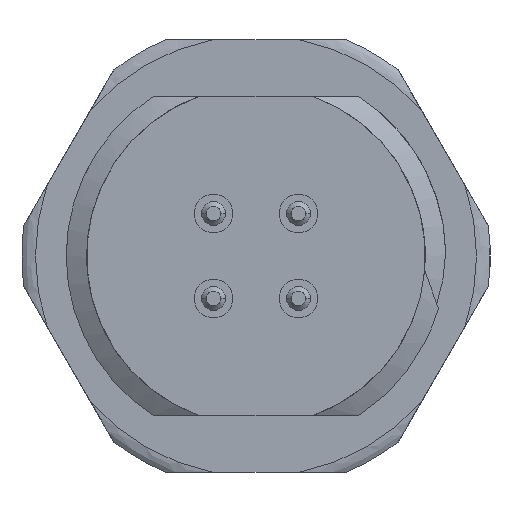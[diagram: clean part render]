
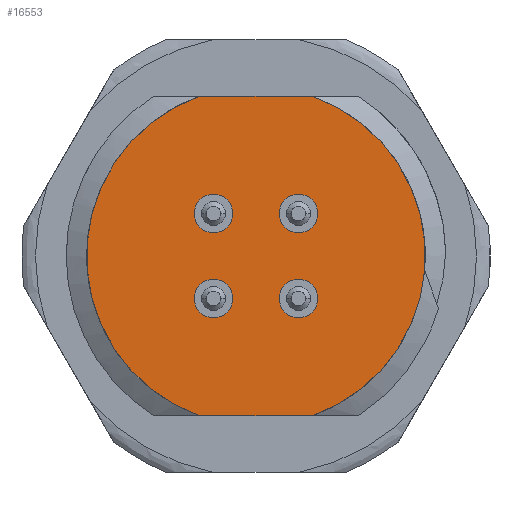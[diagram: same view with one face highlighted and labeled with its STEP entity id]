
A CAD part, front view. The second image highlights one B-rep face of the part: STEP entity #16553.
In plain terms, the highlighted planar face has unit normal (0, -1, 0).
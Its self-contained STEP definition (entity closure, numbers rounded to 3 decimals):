
#5705=CARTESIAN_POINT('',(0.,-7.,0.));
#5706=DIRECTION('',(0.,-1.,0.));
#5707=DIRECTION('',(-0.332,0.,0.943));
#5708=AXIS2_PLACEMENT_3D('',#5705,#5706,#5707);
#5748=DIRECTION('',(1.,0.,0.));
#5749=VECTOR('',#5748,4.682);
#5750=CARTESIAN_POINT('',(-2.341,-7.,6.65));
#5751=LINE('',#5750,#5749);
#5752=DIRECTION('',(-1.,0.,0.));
#5753=VECTOR('',#5752,4.682);
#5754=CARTESIAN_POINT('',(2.341,-7.,-6.65));
#5755=LINE('',#5754,#5753);
#5756=CARTESIAN_POINT('',(-1.768,-7.,1.768));
#5757=DIRECTION('',(0.,-1.,0.));
#5758=DIRECTION('',(1.,0.,0.));
#5759=AXIS2_PLACEMENT_3D('',#5756,#5757,#5758);
#5761=CARTESIAN_POINT('',(-1.768,-7.,1.768));
#5762=DIRECTION('',(0.,-1.,0.));
#5763=DIRECTION('',(-1.,0.,0.));
#5764=AXIS2_PLACEMENT_3D('',#5761,#5762,#5763);
#5766=CARTESIAN_POINT('',(1.768,-7.,1.768));
#5767=DIRECTION('',(0.,-1.,0.));
#5768=DIRECTION('',(1.,0.,0.));
#5769=AXIS2_PLACEMENT_3D('',#5766,#5767,#5768);
#5771=CARTESIAN_POINT('',(1.768,-7.,1.768));
#5772=DIRECTION('',(0.,-1.,0.));
#5773=DIRECTION('',(-1.,0.,0.));
#5774=AXIS2_PLACEMENT_3D('',#5771,#5772,#5773);
#5776=CARTESIAN_POINT('',(-1.768,-7.,-1.768));
#5777=DIRECTION('',(0.,-1.,0.));
#5778=DIRECTION('',(1.,0.,0.));
#5779=AXIS2_PLACEMENT_3D('',#5776,#5777,#5778);
#5781=CARTESIAN_POINT('',(-1.768,-7.,-1.768));
#5782=DIRECTION('',(0.,-1.,0.));
#5783=DIRECTION('',(-1.,0.,0.));
#5784=AXIS2_PLACEMENT_3D('',#5781,#5782,#5783);
#5786=CARTESIAN_POINT('',(1.768,-7.,-1.768));
#5787=DIRECTION('',(0.,-1.,0.));
#5788=DIRECTION('',(1.,0.,0.));
#5789=AXIS2_PLACEMENT_3D('',#5786,#5787,#5788);
#5791=CARTESIAN_POINT('',(1.768,-7.,-1.768));
#5792=DIRECTION('',(0.,-1.,0.));
#5793=DIRECTION('',(-1.,0.,0.));
#5794=AXIS2_PLACEMENT_3D('',#5791,#5792,#5793);
#5816=CARTESIAN_POINT('',(0.,-7.,0.));
#5817=DIRECTION('',(0.,-1.,0.));
#5818=DIRECTION('',(0.332,0.,-0.943));
#5819=AXIS2_PLACEMENT_3D('',#5816,#5817,#5818);
#7203=CARTESIAN_POINT('',(-2.341,-7.,6.65));
#7204=CARTESIAN_POINT('',(2.341,-7.,6.65));
#7205=VERTEX_POINT('',#7203);
#7206=VERTEX_POINT('',#7204);
#7207=CARTESIAN_POINT('',(2.341,-7.,-6.65));
#7208=CARTESIAN_POINT('',(-2.341,-7.,-6.65));
#7209=VERTEX_POINT('',#7207);
#7210=VERTEX_POINT('',#7208);
#7886=CARTESIAN_POINT('',(-0.968,-7.,1.768));
#7887=CARTESIAN_POINT('',(-2.568,-7.,1.768));
#7888=VERTEX_POINT('',#7886);
#7889=VERTEX_POINT('',#7887);
#7890=CARTESIAN_POINT('',(2.568,-7.,1.768));
#7891=CARTESIAN_POINT('',(0.968,-7.,1.768));
#7892=VERTEX_POINT('',#7890);
#7893=VERTEX_POINT('',#7891);
#7894=CARTESIAN_POINT('',(-0.968,-7.,-1.768));
#7895=CARTESIAN_POINT('',(-2.568,-7.,-1.768));
#7896=VERTEX_POINT('',#7894);
#7897=VERTEX_POINT('',#7895);
#7898=CARTESIAN_POINT('',(2.568,-7.,-1.768));
#7899=CARTESIAN_POINT('',(0.968,-7.,-1.768));
#7900=VERTEX_POINT('',#7898);
#7901=VERTEX_POINT('',#7899);
#16516=CARTESIAN_POINT('',(0.,-7.,0.));
#16517=DIRECTION('',(0.,-1.,0.));
#16518=DIRECTION('',(1.,0.,0.));
#16519=AXIS2_PLACEMENT_3D('',#16516,#16517,#16518);
#16520=PLANE('',#16519);
#16521=ORIENTED_EDGE('',*,*,#16244,.T.);
#16523=ORIENTED_EDGE('',*,*,#16522,.F.);
#16525=ORIENTED_EDGE('',*,*,#16524,.T.);
#16526=ORIENTED_EDGE('',*,*,#16507,.F.);
#16527=EDGE_LOOP('',(#16521,#16523,#16525,#16526));
#16528=FACE_OUTER_BOUND('',#16527,.F.);
#16530=ORIENTED_EDGE('',*,*,#16529,.T.);
#16532=ORIENTED_EDGE('',*,*,#16531,.T.);
#16533=EDGE_LOOP('',(#16530,#16532));
#16534=FACE_BOUND('',#16533,.F.);
#16536=ORIENTED_EDGE('',*,*,#16535,.T.);
#16538=ORIENTED_EDGE('',*,*,#16537,.T.);
#16539=EDGE_LOOP('',(#16536,#16538));
#16540=FACE_BOUND('',#16539,.F.);
#16542=ORIENTED_EDGE('',*,*,#16541,.T.);
#16544=ORIENTED_EDGE('',*,*,#16543,.T.);
#16545=EDGE_LOOP('',(#16542,#16544));
#16546=FACE_BOUND('',#16545,.F.);
#16548=ORIENTED_EDGE('',*,*,#16547,.T.);
#16550=ORIENTED_EDGE('',*,*,#16549,.T.);
#16551=EDGE_LOOP('',(#16548,#16550));
#16552=FACE_BOUND('',#16551,.F.);
#5709=CIRCLE('',#5708,7.05);
#5760=CIRCLE('',#5759,0.8);
#5765=CIRCLE('',#5764,0.8);
#5770=CIRCLE('',#5769,0.8);
#5775=CIRCLE('',#5774,0.8);
#5780=CIRCLE('',#5779,0.8);
#5785=CIRCLE('',#5784,0.8);
#5790=CIRCLE('',#5789,0.8);
#5795=CIRCLE('',#5794,0.8);
#5820=CIRCLE('',#5819,7.05);
#16244=EDGE_CURVE('',#7205,#7206,#5751,.T.);
#16507=EDGE_CURVE('',#7205,#7210,#5709,.T.);
#16522=EDGE_CURVE('',#7209,#7206,#5820,.T.);
#16524=EDGE_CURVE('',#7209,#7210,#5755,.T.);
#16529=EDGE_CURVE('',#7888,#7889,#5760,.T.);
#16531=EDGE_CURVE('',#7889,#7888,#5765,.T.);
#16535=EDGE_CURVE('',#7892,#7893,#5770,.T.);
#16537=EDGE_CURVE('',#7893,#7892,#5775,.T.);
#16541=EDGE_CURVE('',#7896,#7897,#5780,.T.);
#16543=EDGE_CURVE('',#7897,#7896,#5785,.T.);
#16547=EDGE_CURVE('',#7900,#7901,#5790,.T.);
#16549=EDGE_CURVE('',#7901,#7900,#5795,.T.);
#16553=ADVANCED_FACE('',(#16528,#16534,#16540,#16546,#16552),#16520,.T.);
